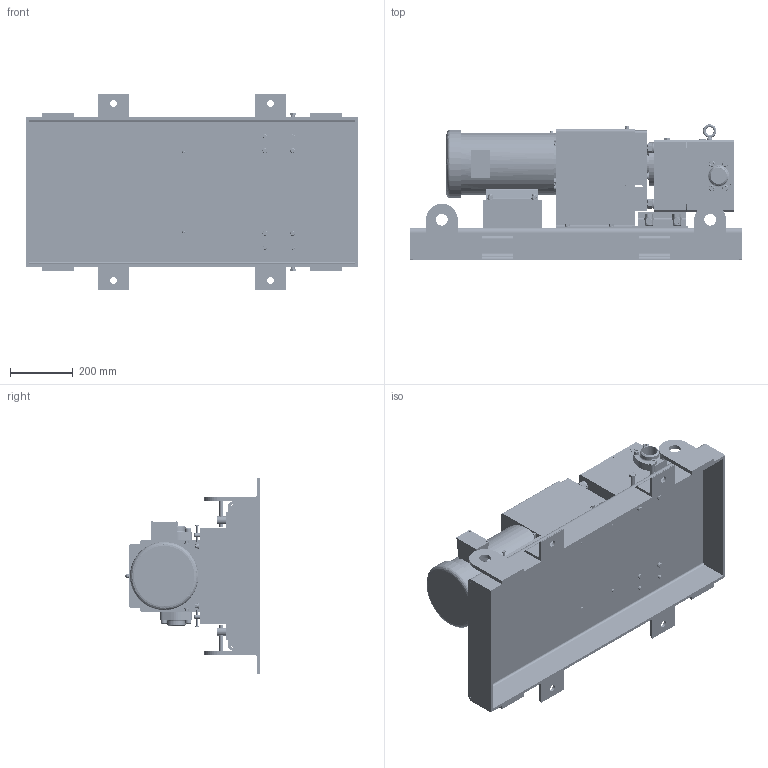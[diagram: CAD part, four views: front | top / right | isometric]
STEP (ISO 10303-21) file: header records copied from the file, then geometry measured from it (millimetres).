
FILE_DESCRIPTION (( 'STEP AP214' ), '1' );
FILE_NAME ('GPV-1415-030-U.STEP', '2019-10-01T18:27:38', ( '' ), ( '' ), 'SwSTEP 2.0', 'SolidWorks 2018', '' );
FILE_SCHEMA (( 'AUTOMOTIVE_DESIGN' ));
Length unit declared in the file: inch
Products named in the file (1): GPV-1415-030-U
Bounding box: 1060.45 x 431.8 x 628.65 mm (x, y, z)
Volume: 44440632.6 mm3; surface area: 4491285.9 mm2
Topology: 128 solids, 128 shells, 5567 faces, 13451 edges, 8405 vertices
Faces by surface type: plane 2476, cylinder 1628, cone 911, bspline 478, torus 64, sphere 10
Entity records: 218594 total; most frequent: CARTESIAN_POINT 73184, ORIENTED_EDGE 26784, DIRECTION 26062, EDGE_CURVE 13392, AXIS2_PLACEMENT_3D 9448, VERTEX_POINT 8400, LINE 7166, VECTOR 7166
